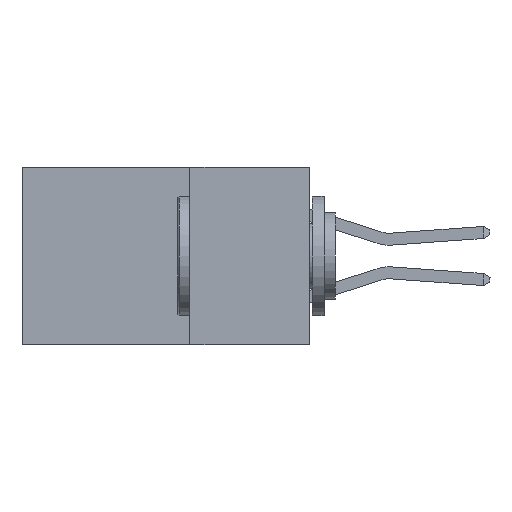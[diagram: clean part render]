
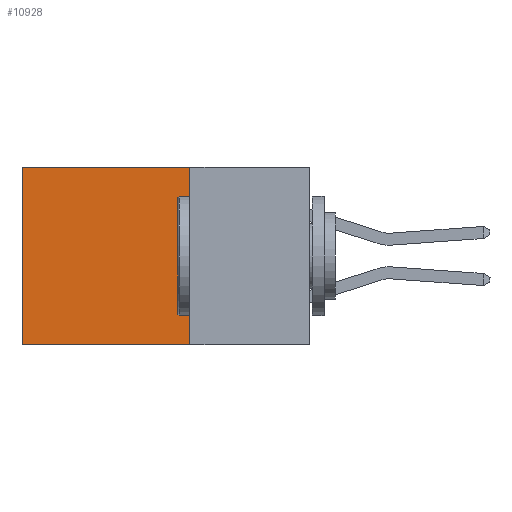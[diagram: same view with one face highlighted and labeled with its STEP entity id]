
A CAD part, left-side view. The second image highlights one B-rep face of the part: STEP entity #10928.
In plain terms, the highlighted planar face has unit normal (-1, 0, 0).
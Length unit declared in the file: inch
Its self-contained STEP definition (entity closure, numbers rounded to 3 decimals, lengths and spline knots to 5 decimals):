
#1 = DIRECTION ( 'NONE',  ( 1., 0., 0. ) ) ;
#212 = CARTESIAN_POINT ( 'NONE',  ( 0.298, 0.25, 0. ) ) ;
#338 = VECTOR ( 'NONE', #9113, 39.37008 ) ;
#729 = VERTEX_POINT ( 'NONE', #6598 ) ;
#803 = VERTEX_POINT ( 'NONE', #3473 ) ;
#1577 = CARTESIAN_POINT ( 'NONE',  ( 0.298, 0.6, -0.37 ) ) ;
#1664 = VERTEX_POINT ( 'NONE', #1577 ) ;
#1862 = EDGE_CURVE ( 'NONE', #803, #3848, #7567, .T. ) ;
#2613 = LINE ( 'NONE', #9164, #338 ) ;
#2625 = CARTESIAN_POINT ( 'NONE',  ( 0.298, 0.6, 0. ) ) ;
#3473 = CARTESIAN_POINT ( 'NONE',  ( 0.298, 0.25, 0. ) ) ;
#3479 = ORIENTED_EDGE ( 'NONE', *, *, #6526, .T. ) ;
#3848 = VERTEX_POINT ( 'NONE', #2625 ) ;
#3914 = VECTOR ( 'NONE', #7933, 39.37008 ) ;
#4611 = DIRECTION ( 'NONE',  ( 0., 1., 0. ) ) ;
#4695 = PLANE ( 'NONE',  #6057 ) ;
#5943 = CARTESIAN_POINT ( 'NONE',  ( 0.298, 0.6, 0. ) ) ;
#6057 = AXIS2_PLACEMENT_3D ( 'NONE', #212, #1, #9176 ) ;
#6293 = FACE_OUTER_BOUND ( 'NONE', #13610, .T. ) ;
#6526 = EDGE_CURVE ( 'NONE', #3848, #1664, #9012, .T. ) ;
#6598 = CARTESIAN_POINT ( 'NONE',  ( 0.298, 0.25, -0.37 ) ) ;
#6623 = DIRECTION ( 'NONE',  ( 0., 1., 0. ) ) ;
#7014 = ORIENTED_EDGE ( 'NONE', *, *, #1862, .T. ) ;
#7567 = LINE ( 'NONE', #9143, #10048 ) ;
#7933 = DIRECTION ( 'NONE',  ( 0., 0., -1. ) ) ;
#9012 = LINE ( 'NONE', #5943, #3914 ) ;
#9113 = DIRECTION ( 'NONE',  ( 0., 0., -1. ) ) ;
#9143 = CARTESIAN_POINT ( 'NONE',  ( 0.298, 0.25, 0. ) ) ;
#9164 = CARTESIAN_POINT ( 'NONE',  ( 0.298, 0.25, 0. ) ) ;
#9176 = DIRECTION ( 'NONE',  ( 0., 0., -1. ) ) ;
#9312 = LINE ( 'NONE', #10527, #10883 ) ;
#9680 = EDGE_CURVE ( 'NONE', #729, #1664, #9312, .T. ) ;
#10048 = VECTOR ( 'NONE', #4611, 39.37008 ) ;
#10415 = EDGE_CURVE ( 'NONE', #803, #729, #2613, .T. ) ;
#10527 = CARTESIAN_POINT ( 'NONE',  ( 0.298, 0.25, -0.37 ) ) ;
#10560 = ORIENTED_EDGE ( 'NONE', *, *, #9680, .F. ) ;
#10714 = ORIENTED_EDGE ( 'NONE', *, *, #10415, .F. ) ;
#10883 = VECTOR ( 'NONE', #6623, 39.37008 ) ;
#10928 = ADVANCED_FACE ( 'NONE', ( #6293 ), #4695, .F. ) ;
#13610 = EDGE_LOOP ( 'NONE', ( #3479, #10560, #10714, #7014 ) ) ;
